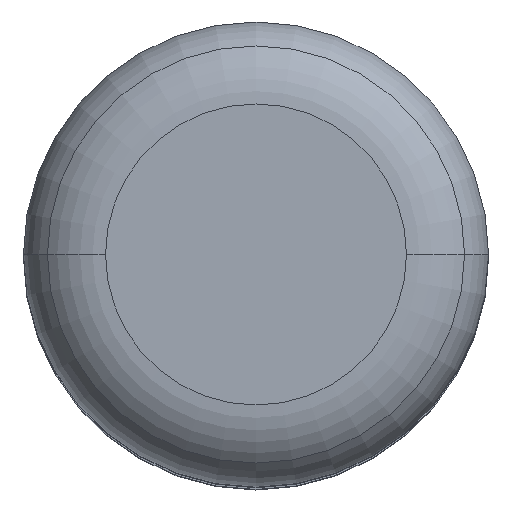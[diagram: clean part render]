
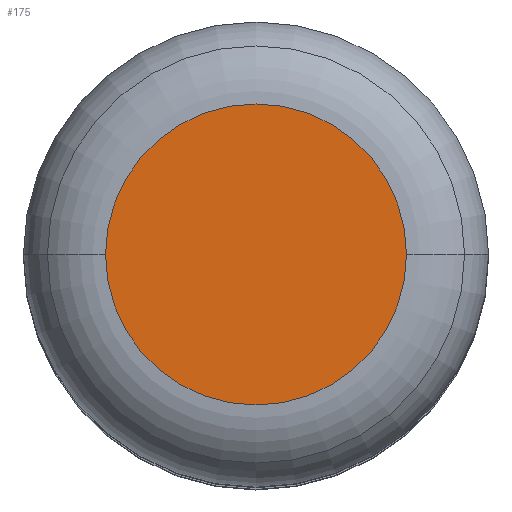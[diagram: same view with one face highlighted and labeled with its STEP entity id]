
A CAD part, top view. The second image highlights one B-rep face of the part: STEP entity #175.
In plain terms, the highlighted planar face has unit normal (0, 0, 1).
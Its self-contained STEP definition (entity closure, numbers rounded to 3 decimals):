
#24=CARTESIAN_POINT('',(0.,0.,6.7));
#25=DIRECTION('',(0.,0.,-1.));
#26=DIRECTION('',(-1.,0.,0.));
#27=AXIS2_PLACEMENT_3D('',#24,#25,#26);
#32=CARTESIAN_POINT('',(0.,0.,6.7));
#33=DIRECTION('',(0.,0.,-1.));
#34=DIRECTION('',(1.,0.,0.));
#35=AXIS2_PLACEMENT_3D('',#32,#33,#34);
#126=CARTESIAN_POINT('',(-2.75,0.,6.7));
#127=CARTESIAN_POINT('',(2.75,0.,6.7));
#128=VERTEX_POINT('',#126);
#129=VERTEX_POINT('',#127);
#165=CARTESIAN_POINT('',(0.,0.,6.7));
#166=DIRECTION('',(0.,0.,1.));
#167=DIRECTION('',(1.,0.,0.));
#168=AXIS2_PLACEMENT_3D('',#165,#166,#167);
#169=PLANE('',#168);
#170=ORIENTED_EDGE('',*,*,#147,.T.);
#172=ORIENTED_EDGE('',*,*,#171,.T.);
#173=EDGE_LOOP('',(#170,#172));
#174=FACE_OUTER_BOUND('',#173,.F.);
#28=CIRCLE('',#27,2.75);
#36=CIRCLE('',#35,2.75);
#147=EDGE_CURVE('',#128,#129,#28,.T.);
#171=EDGE_CURVE('',#129,#128,#36,.T.);
#175=ADVANCED_FACE('',(#174),#169,.T.);
